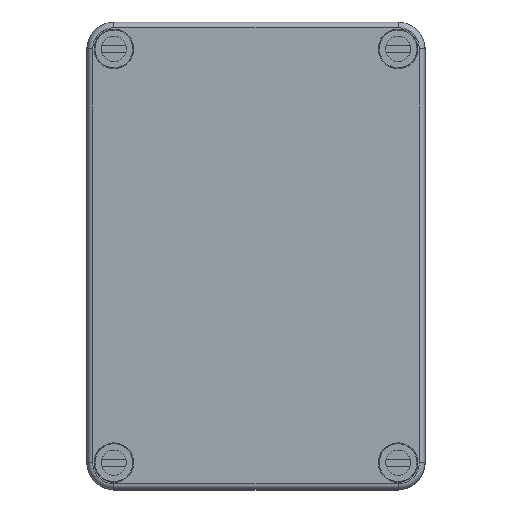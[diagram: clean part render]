
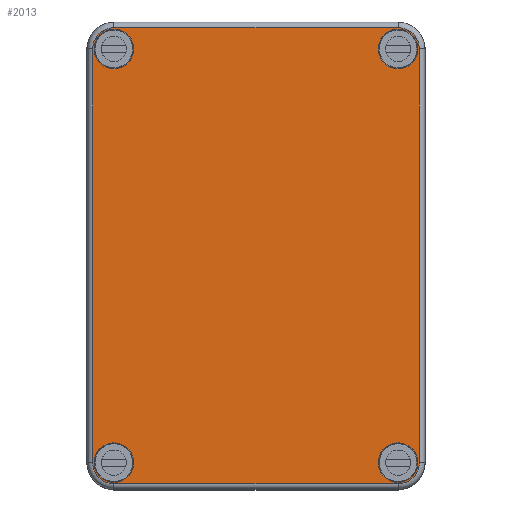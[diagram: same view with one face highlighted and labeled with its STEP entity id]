
A CAD part, top view. The second image highlights one B-rep face of the part: STEP entity #2013.
In plain terms, the highlighted planar face has unit normal (0, 0, 1).
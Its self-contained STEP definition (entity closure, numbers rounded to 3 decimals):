
#2013 = ADVANCED_FACE( '', ( #4194, #4195, #4196, #4197, #4198 ), #4199, .F. );
#4194 = FACE_BOUND( '', #6409, .T. );
#4195 = FACE_BOUND( '', #6410, .T. );
#4196 = FACE_BOUND( '', #6411, .T. );
#4197 = FACE_BOUND( '', #6412, .T. );
#4198 = FACE_OUTER_BOUND( '', #6413, .T. );
#4199 = PLANE( '', #6414 );
#6409 = EDGE_LOOP( '', ( #11952 ) );
#6410 = EDGE_LOOP( '', ( #11953 ) );
#6411 = EDGE_LOOP( '', ( #11954 ) );
#6412 = EDGE_LOOP( '', ( #11955 ) );
#6413 = EDGE_LOOP( '', ( #11956, #11957, #11958, #11959, #11960, #11961, #11962, #11963 ) );
#6414 = AXIS2_PLACEMENT_3D( '', #11964, #11965, #11966 );
#11952 = ORIENTED_EDGE( '', *, *, #12517, .F. );
#11953 = ORIENTED_EDGE( '', *, *, #12511, .F. );
#11954 = ORIENTED_EDGE( '', *, *, #14165, .F. );
#11955 = ORIENTED_EDGE( '', *, *, #14551, .F. );
#11956 = ORIENTED_EDGE( '', *, *, #14413, .T. );
#11957 = ORIENTED_EDGE( '', *, *, #14411, .F. );
#11958 = ORIENTED_EDGE( '', *, *, #13562, .T. );
#11959 = ORIENTED_EDGE( '', *, *, #13690, .T. );
#11960 = ORIENTED_EDGE( '', *, *, #13740, .F. );
#11961 = ORIENTED_EDGE( '', *, *, #14552, .T. );
#11962 = ORIENTED_EDGE( '', *, *, #14233, .F. );
#11963 = ORIENTED_EDGE( '', *, *, #13087, .F. );
#11964 = CARTESIAN_POINT( '', ( -45.382, 57.5, 15. ) );
#11965 = DIRECTION( '', ( 0., 0., -1. ) );
#11966 = DIRECTION( '', ( -1., 0., 0. ) );
#12511 = EDGE_CURVE( '', #14848, #14848, #14849, .T. );
#12517 = EDGE_CURVE( '', #14859, #14859, #14860, .T. );
#13087 = EDGE_CURVE( '', #15830, #15825, #15832, .T. );
#13562 = EDGE_CURVE( '', #16571, #16572, #16573, .T. );
#13690 = EDGE_CURVE( '', #16572, #16759, #16761, .T. );
#13740 = EDGE_CURVE( '', #16828, #16759, #16830, .T. );
#14165 = EDGE_CURVE( '', #17402, #17402, #17403, .T. );
#14233 = EDGE_CURVE( '', #15825, #17489, #17490, .T. );
#14411 = EDGE_CURVE( '', #16571, #17695, #17698, .T. );
#14413 = EDGE_CURVE( '', #15830, #17695, #17700, .T. );
#14551 = EDGE_CURVE( '', #17859, #17859, #17860, .T. );
#14552 = EDGE_CURVE( '', #16828, #17489, #17861, .T. );
#14848 = VERTEX_POINT( '', #18225 );
#14849 = CIRCLE( '', #18226, 5.5 );
#14859 = VERTEX_POINT( '', #18236 );
#14860 = CIRCLE( '', #18237, 5.5 );
#15825 = VERTEX_POINT( '', #19538 );
#15830 = VERTEX_POINT( '', #19544 );
#15832 = LINE( '', #19546, #19547 );
#16571 = VERTEX_POINT( '', #20501 );
#16572 = VERTEX_POINT( '', #20502 );
#16573 = CIRCLE( '', #20503, 5.882 );
#16759 = VERTEX_POINT( '', #20752 );
#16761 = LINE( '', #20754, #20755 );
#16828 = VERTEX_POINT( '', #20838 );
#16830 = CIRCLE( '', #20840, 5.882 );
#17402 = VERTEX_POINT( '', #21590 );
#17403 = CIRCLE( '', #21591, 5.5 );
#17489 = VERTEX_POINT( '', #21705 );
#17490 = CIRCLE( '', #21706, 5.882 );
#17695 = VERTEX_POINT( '', #21964 );
#17698 = LINE( '', #21968, #21969 );
#17700 = CIRCLE( '', #21971, 5.882 );
#17859 = VERTEX_POINT( '', #22194 );
#17860 = CIRCLE( '', #22195, 5.5 );
#17861 = LINE( '', #22196, #22197 );
#18225 = CARTESIAN_POINT( '', ( 45., -57.5, 15. ) );
#18226 = AXIS2_PLACEMENT_3D( '', #22453, #22454, #22455 );
#18236 = CARTESIAN_POINT( '', ( -34., -57.5, 15. ) );
#18237 = AXIS2_PLACEMENT_3D( '', #22468, #22469, #22470 );
#19538 = CARTESIAN_POINT( '', ( -39.5, -63.382, 15. ) );
#19544 = CARTESIAN_POINT( '', ( 39.5, -63.382, 15. ) );
#19546 = CARTESIAN_POINT( '', ( 39.5, -63.382, 15. ) );
#19547 = VECTOR( '', #23235, 1000. );
#20501 = CARTESIAN_POINT( '', ( 45.382, 57.5, 15. ) );
#20502 = CARTESIAN_POINT( '', ( 39.5, 63.382, 15. ) );
#20503 = AXIS2_PLACEMENT_3D( '', #23907, #23908, #23909 );
#20752 = CARTESIAN_POINT( '', ( -39.5, 63.382, 15. ) );
#20754 = CARTESIAN_POINT( '', ( 39.5, 63.382, 15. ) );
#20755 = VECTOR( '', #24079, 1000. );
#20838 = CARTESIAN_POINT( '', ( -45.382, 57.5, 15. ) );
#20840 = AXIS2_PLACEMENT_3D( '', #24150, #24151, #24152 );
#21590 = CARTESIAN_POINT( '', ( -34., 57.5, 15. ) );
#21591 = AXIS2_PLACEMENT_3D( '', #24739, #24740, #24741 );
#21705 = CARTESIAN_POINT( '', ( -45.382, -57.5, 15. ) );
#21706 = AXIS2_PLACEMENT_3D( '', #24815, #24816, #24817 );
#21964 = CARTESIAN_POINT( '', ( 45.382, -57.5, 15. ) );
#21968 = CARTESIAN_POINT( '', ( 45.382, 57.5, 15. ) );
#21969 = VECTOR( '', #24986, 1000. );
#21971 = AXIS2_PLACEMENT_3D( '', #24987, #24988, #24989 );
#22194 = CARTESIAN_POINT( '', ( 45., 57.5, 15. ) );
#22195 = AXIS2_PLACEMENT_3D( '', #25090, #25091, #25092 );
#22196 = CARTESIAN_POINT( '', ( -45.382, 57.5, 15. ) );
#22197 = VECTOR( '', #25093, 1000. );
#22453 = CARTESIAN_POINT( '', ( 39.5, -57.5, 15. ) );
#22454 = DIRECTION( '', ( 0., 0., 1. ) );
#22455 = DIRECTION( '', ( 1., 0., 0. ) );
#22468 = CARTESIAN_POINT( '', ( -39.5, -57.5, 15. ) );
#22469 = DIRECTION( '', ( 0., 0., 1. ) );
#22470 = DIRECTION( '', ( 1., 0., 0. ) );
#23235 = DIRECTION( '', ( -1., 0., 0. ) );
#23907 = CARTESIAN_POINT( '', ( 39.5, 57.5, 15. ) );
#23908 = DIRECTION( '', ( 0., 0., 1. ) );
#23909 = DIRECTION( '', ( 1., 0., 0. ) );
#24079 = DIRECTION( '', ( -1., 0., 0. ) );
#24150 = CARTESIAN_POINT( '', ( -39.5, 57.5, 15. ) );
#24151 = DIRECTION( '', ( 0., 0., -1. ) );
#24152 = DIRECTION( '', ( -1., 0., 0. ) );
#24739 = CARTESIAN_POINT( '', ( -39.5, 57.5, 15. ) );
#24740 = DIRECTION( '', ( 0., 0., 1. ) );
#24741 = DIRECTION( '', ( 1., 0., 0. ) );
#24815 = CARTESIAN_POINT( '', ( -39.5, -57.5, 15. ) );
#24816 = DIRECTION( '', ( 0., 0., -1. ) );
#24817 = DIRECTION( '', ( -1., 0., 0. ) );
#24986 = DIRECTION( '', ( 0., -1., 0. ) );
#24987 = CARTESIAN_POINT( '', ( 39.5, -57.5, 15. ) );
#24988 = DIRECTION( '', ( 0., 0., 1. ) );
#24989 = DIRECTION( '', ( 1., 0., 0. ) );
#25090 = CARTESIAN_POINT( '', ( 39.5, 57.5, 15. ) );
#25091 = DIRECTION( '', ( 0., 0., 1. ) );
#25092 = DIRECTION( '', ( 1., 0., 0. ) );
#25093 = DIRECTION( '', ( 0., -1., 0. ) );
